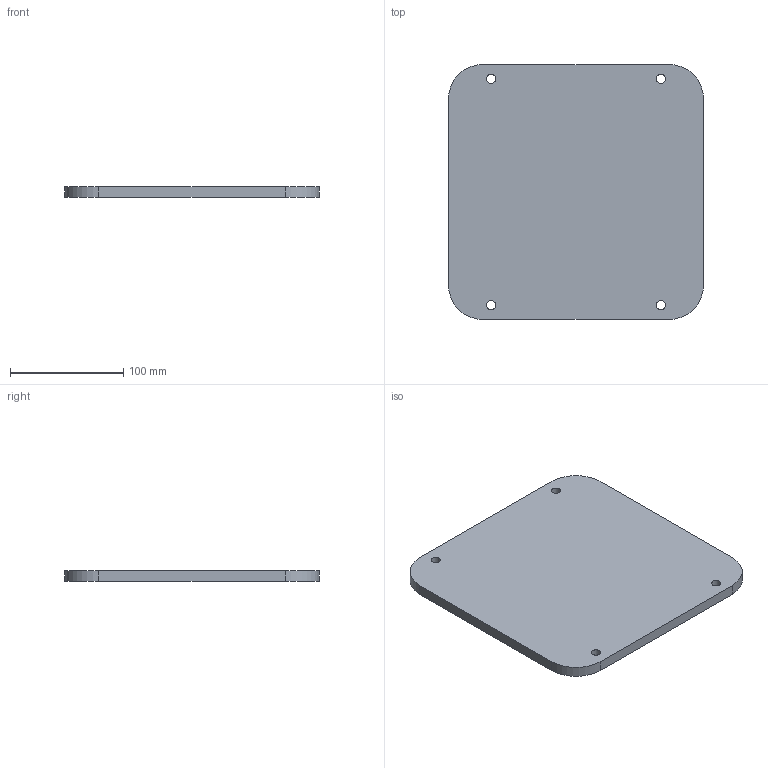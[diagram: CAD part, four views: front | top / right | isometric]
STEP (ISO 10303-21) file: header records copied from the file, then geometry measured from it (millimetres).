
FILE_DESCRIPTION((''),'2;1');
FILE_NAME('basalt.ipt.step','2013-10-18T14:31:21',(''),(''),'Autodesk Inventor 2013','Autodesk Inventor 2013','');
FILE_SCHEMA(('AUTOMOTIVE_DESIGN { 1 0 10303 214 1 1 1 1 }'));
Length unit declared in the file: millimetre
Products named in the file (1): basalt
Bounding box: 225 x 225 x 9.53 mm (x, y, z)
Volume: 472881.1 mm3; surface area: 108344.1 mm2
Topology: 1 solids, 1 shells, 14 faces, 36 edges, 24 vertices
Faces by surface type: cylinder 8, plane 6
Full cylindrical faces by diameter (mm): 8.1 x4
Entity records: 458 total; most frequent: DIRECTION 78, CARTESIAN_POINT 71, ORIENTED_EDGE 64, EDGE_CURVE 32, AXIS2_PLACEMENT_3D 31, EDGE_LOOP 26, VERTEX_POINT 24, CIRCLE 16
